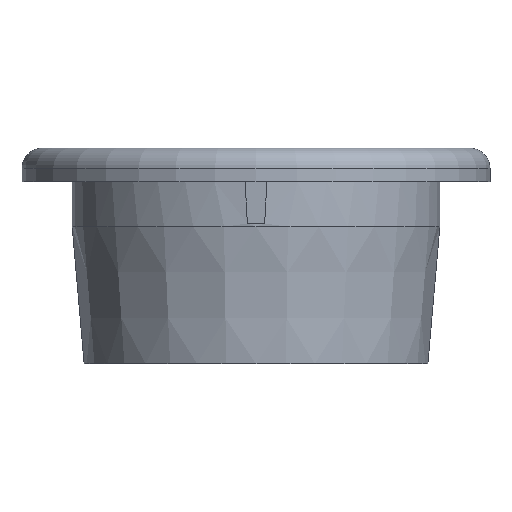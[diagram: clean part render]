
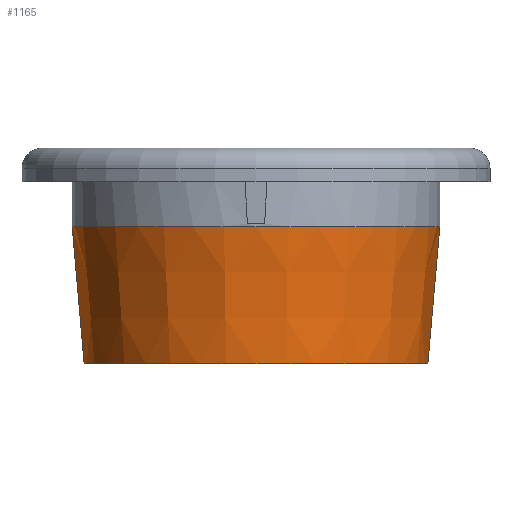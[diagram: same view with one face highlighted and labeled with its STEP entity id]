
A CAD part, front view. The second image highlights one B-rep face of the part: STEP entity #1165.
In plain terms, the highlighted conical face has half-angle 5 degrees and reference radius 11 mm.
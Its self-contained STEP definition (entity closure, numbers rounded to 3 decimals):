
#48 = CARTESIAN_POINT ( 'NONE',  ( 85.8, 45.5, 28.6 ) ) ;
#55 = CARTESIAN_POINT ( 'NONE',  ( 74.8, 45.5, 28.6 ) ) ;
#58 = DIRECTION ( 'NONE',  ( 0., 0., -1. ) ) ;
#80 = VECTOR ( 'NONE', #841, 1000. ) ;
#101 = CIRCLE ( 'NONE', #1233, 11. ) ;
#155 = DIRECTION ( 'NONE',  ( -1., 0., 0. ) ) ;
#209 = DIRECTION ( 'NONE',  ( 0., 0., 1. ) ) ;
#231 = CARTESIAN_POINT ( 'NONE',  ( 85.083, 45.5, 20.4 ) ) ;
#237 = EDGE_CURVE ( 'NONE', #888, #853, #822, .T. ) ;
#265 = CARTESIAN_POINT ( 'NONE',  ( 85.8, 45.5, 28.6 ) ) ;
#309 = DIRECTION ( 'NONE',  ( 1., 0., 0. ) ) ;
#315 = DIRECTION ( 'NONE',  ( 0., 0., 1. ) ) ;
#346 = DIRECTION ( 'NONE',  ( 0.087, 0., 0.996 ) ) ;
#352 = CARTESIAN_POINT ( 'NONE',  ( 64.517, 45.5, 20.4 ) ) ;
#361 = VECTOR ( 'NONE', #346, 1000. ) ;
#373 = FACE_OUTER_BOUND ( 'NONE', #810, .T. ) ;
#498 = EDGE_CURVE ( 'NONE', #902, #933, #101, .T. ) ;
#509 = ORIENTED_EDGE ( 'NONE', *, *, #1009, .F. ) ;
#529 = ORIENTED_EDGE ( 'NONE', *, *, #759, .T. ) ;
#548 = CONICAL_SURFACE ( 'NONE', #729, 11., 0.087 ) ;
#587 = CARTESIAN_POINT ( 'NONE',  ( 74.8, 45.5, 28.6 ) ) ;
#678 = CARTESIAN_POINT ( 'NONE',  ( 74.8, 45.5, 20.4 ) ) ;
#729 = AXIS2_PLACEMENT_3D ( 'NONE', #587, #315, #309 ) ;
#759 = EDGE_CURVE ( 'NONE', #853, #902, #837, .T. ) ;
#810 = EDGE_LOOP ( 'NONE', ( #509, #1229, #529, #1224 ) ) ;
#822 = CIRCLE ( 'NONE', #879, 10.283 ) ;
#837 = LINE ( 'NONE', #48, #361 ) ;
#841 = DIRECTION ( 'NONE',  ( -0.087, 0., 0.996 ) ) ;
#853 = VERTEX_POINT ( 'NONE', #231 ) ;
#879 = AXIS2_PLACEMENT_3D ( 'NONE', #678, #209, #887 ) ;
#887 = DIRECTION ( 'NONE',  ( 1., 0., 0. ) ) ;
#888 = VERTEX_POINT ( 'NONE', #352 ) ;
#902 = VERTEX_POINT ( 'NONE', #265 ) ;
#933 = VERTEX_POINT ( 'NONE', #1052 ) ;
#1009 = EDGE_CURVE ( 'NONE', #888, #933, #1126, .T. ) ;
#1052 = CARTESIAN_POINT ( 'NONE',  ( 63.8, 45.5, 28.6 ) ) ;
#1126 = LINE ( 'NONE', #1238, #80 ) ;
#1165 = ADVANCED_FACE ( 'NONE', ( #373 ), #548, .T. ) ;
#1224 = ORIENTED_EDGE ( 'NONE', *, *, #498, .T. ) ;
#1229 = ORIENTED_EDGE ( 'NONE', *, *, #237, .T. ) ;
#1233 = AXIS2_PLACEMENT_3D ( 'NONE', #55, #58, #155 ) ;
#1238 = CARTESIAN_POINT ( 'NONE',  ( 63.8, 45.5, 28.6 ) ) ;
